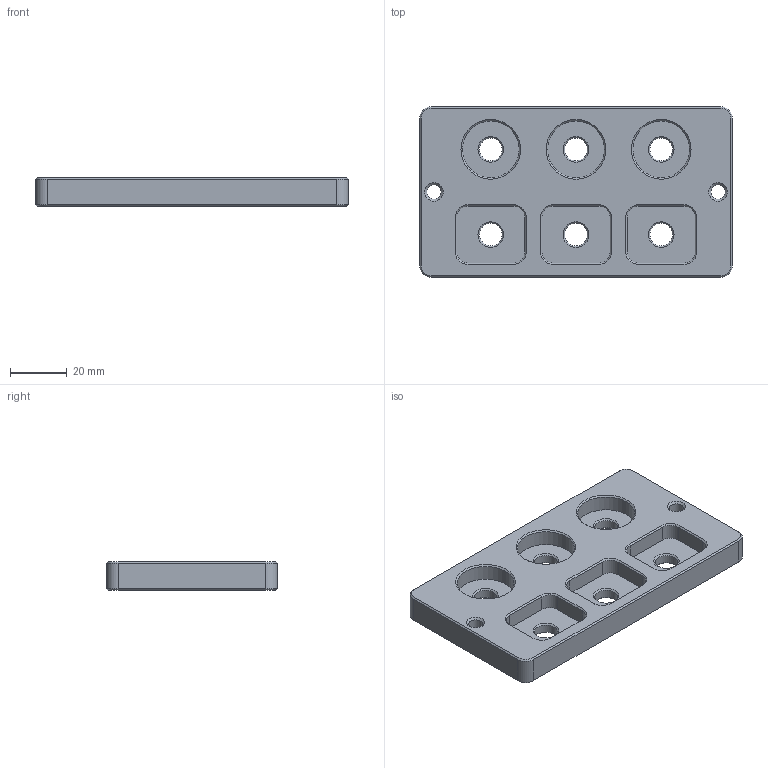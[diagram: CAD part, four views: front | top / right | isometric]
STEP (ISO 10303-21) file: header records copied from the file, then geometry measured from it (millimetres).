
FILE_DESCRIPTION(/* description */ (''),/* implementation_level */ '2;1');
FILE_NAME(/* name */ 'Part Rack v36.step',/* time_stamp */ '2023-08-16T19:03:43+08:00',/* author */ (''),/* organization */ (''),/* preprocessor_version */ 'ST-DEVELOPER v20',/* originating_system */ 'Autodesk Translation Framework v12.9.0.99',/* authorisation */ '');
FILE_SCHEMA (('AUTOMOTIVE_DESIGN { 1 0 10303 214 3 1 1 }'));
Length unit declared in the file: millimetre
Products named in the file (1): Part Rack
Bounding box: 110 x 60 x 10 mm (x, y, z)
Volume: 50014.7 mm3; surface area: 18902.8 mm2
Topology: 1 solids, 1 shells, 110 faces, 247 edges, 145 vertices
Faces by surface type: plane 44, cone 39, cylinder 27
Full cylindrical faces by diameter (mm): 5.035 x2, 8 x6, 20 x3
Entity records: 3077 total; most frequent: DIRECTION 562, CARTESIAN_POINT 503, ORIENTED_EDGE 494, EDGE_CURVE 247, AXIS2_PLACEMENT_3D 204, LINE 154, VECTOR 154, VERTEX_POINT 145
